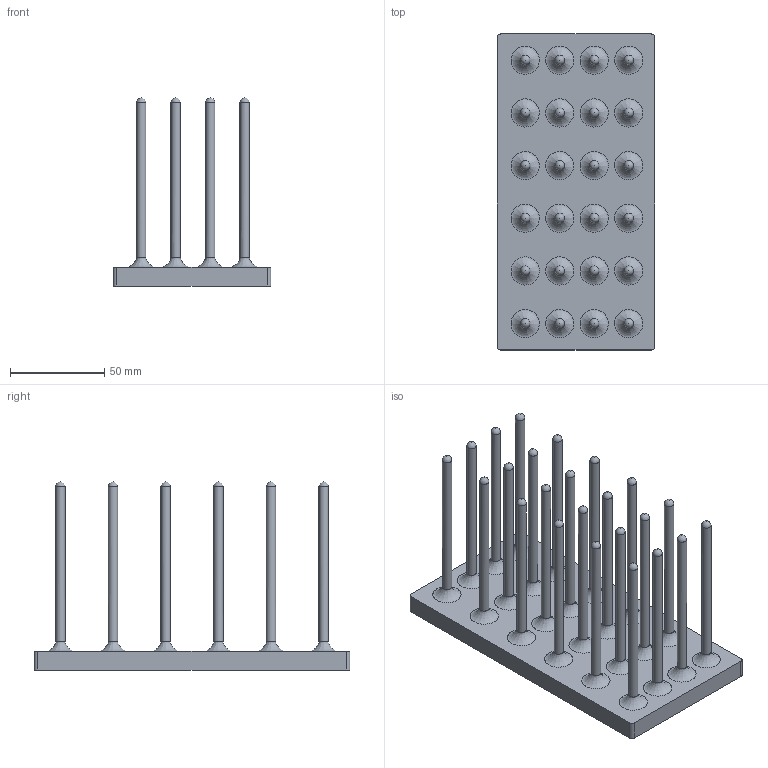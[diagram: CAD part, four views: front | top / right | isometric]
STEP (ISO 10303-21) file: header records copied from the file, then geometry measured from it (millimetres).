
FILE_DESCRIPTION(/* description */ (''),/* implementation_level */ '2;1');
FILE_NAME(/* name */ 'Cuvette Drying Rack.step',/* time_stamp */ '2025-06-13T19:02:33-04:00',/* author */ (''),/* organization */ (''),/* preprocessor_version */ 'ST-DEVELOPER v20.1',/* originating_system */ 'Autodesk Translation Framework v14.10.0.0',/* authorisation */ '');
FILE_SCHEMA (('AUTOMOTIVE_DESIGN { 1 0 10303 214 3 1 1 }'));
Length unit declared in the file: millimetre
Products named in the file (1): (Unsaved)
Bounding box: 84 x 168 x 100 mm (x, y, z)
Volume: 187568.3 mm3; surface area: 66125.5 mm2
Topology: 1 solids, 1 shells, 82 faces, 192 edges, 112 vertices
Faces by surface type: cylinder 28, bspline 24, sphere 24, plane 6
Full cylindrical faces by diameter (mm): 5 x24
Entity records: 7313 total; most frequent: CARTESIAN_POINT 5691, ORIENTED_EDGE 336, DIRECTION 270, EDGE_CURVE 168, AXIS2_PLACEMENT_3D 115, VERTEX_POINT 112, EDGE_LOOP 106, FACE_OUTER_BOUND 82
